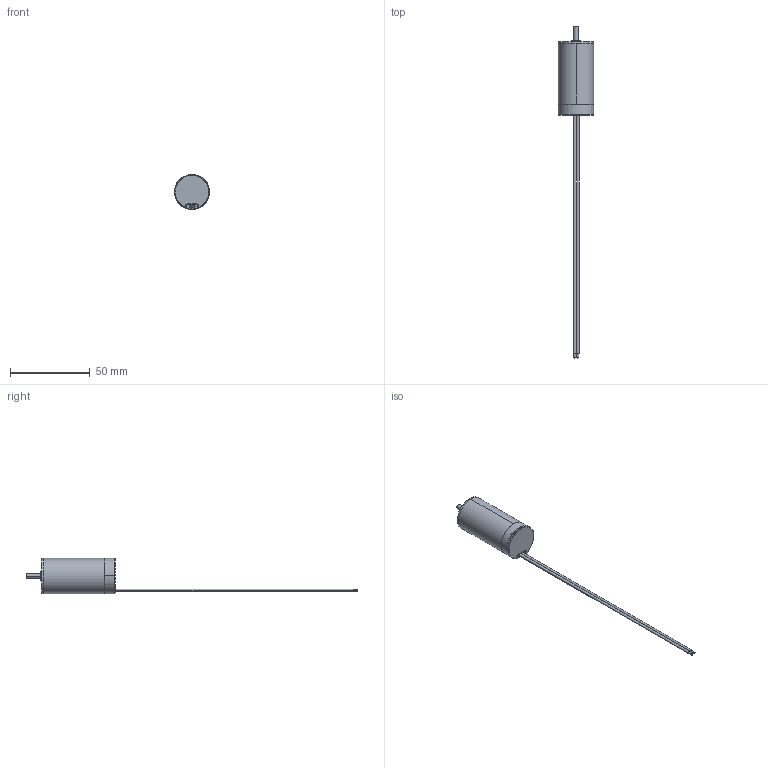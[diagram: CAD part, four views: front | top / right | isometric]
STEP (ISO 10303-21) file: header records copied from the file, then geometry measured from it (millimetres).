
FILE_DESCRIPTION (( 'STEP AP203' ), '1' );
FILE_NAME ('ECD2246S.STEP', '2016-12-27T02:29:14', ( 'Sky123.Org' ), ( 'Sky123.Org' ), 'SwSTEP 2.0', 'SolidWorks 2013', '' );
FILE_SCHEMA (( 'CONFIG_CONTROL_DESIGN' ));
Length unit declared in the file: millimetre
Products named in the file (7): 01.02.0144 帣傷裔; 01.14.0107 傷赽盄; 01.02.0134 綴傷裔; ECD2246S; 01.07.0058 儂褲; 01.01.0145 ヶ傷裔; 01.10.0009 粣
Assembly tree (6 placements, depth 2):
  ECD2246S
    01.07.0058 儂褲
    01.01.0145 ヶ傷裔
    01.10.0009 粣
    01.02.0144 帣傷裔
    01.14.0107 傷赽盄
    01.02.0134 綴傷裔
Bounding box: 22 x 208.25 x 22 mm (x, y, z)
Volume: 6681.9 mm3; surface area: 11698.5 mm2
Topology: 7 solids, 7 shells, 166 faces, 381 edges, 246 vertices
Faces by surface type: cylinder 101, plane 47, cone 14, torus 4
Entity records: 5572 total; most frequent: DIRECTION 931, CARTESIAN_POINT 858, ORIENTED_EDGE 762, AXIS2_PLACEMENT_3D 391, EDGE_CURVE 381, VERTEX_POINT 246, CIRCLE 216, EDGE_LOOP 203
